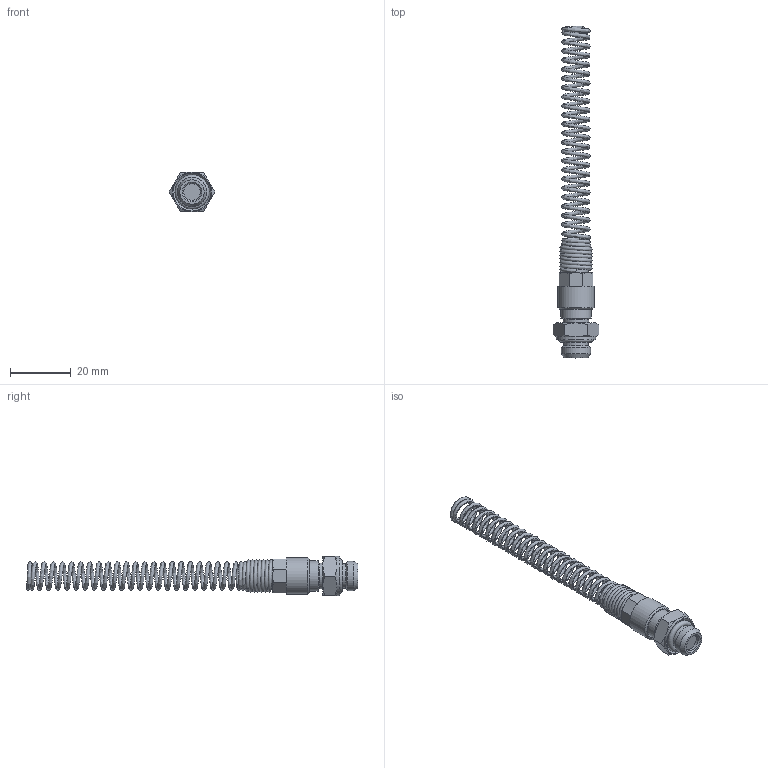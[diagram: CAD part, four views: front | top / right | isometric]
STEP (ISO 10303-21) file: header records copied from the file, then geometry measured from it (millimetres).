
FILE_DESCRIPTION(/* description */ (''),/* implementation_level */ '2;1');
FILE_NAME(/* name */ 'ck_184_ks_msv.stp',/* time_stamp */ '2016-11-25T15:58:07+01:00',/* author */ ('hamoud'),/* organization */ (''),/* preprocessor_version */ 'ST-DEVELOPER v15.6',/* originating_system */ 'Autodesk Inventor LT ',/* authorisation */ '');
FILE_SCHEMA (('AUTOMOTIVE_DESIGN { 1 0 10303 214 3 1 1 }'));
Length unit declared in the file: millimetre
Products named in the file (1): ck_184_ks_msv
Bounding box: 15.01 x 109 x 13 mm (x, y, z)
Volume: 4368.9 mm3; surface area: 6114.7 mm2
Topology: 4 solids, 4 shells, 82 faces, 173 edges, 103 vertices
Faces by surface type: cone 34, plane 26, cylinder 11, bspline 7, torus 4
Full cylindrical faces by diameter (mm): 5.5 x1, 6.2 x1, 8 x2, 8.5 x1, 9.1 x1, 9.63 x1, 9.9 x1, 12 x1, 13 x1
Entity records: 18621 total; most frequent: CARTESIAN_POINT 17092, DIRECTION 288, ORIENTED_EDGE 274, EDGE_CURVE 137, AXIS2_PLACEMENT_3D 133, EDGE_LOOP 117, VERTEX_POINT 94, FACE_OUTER_BOUND 82
